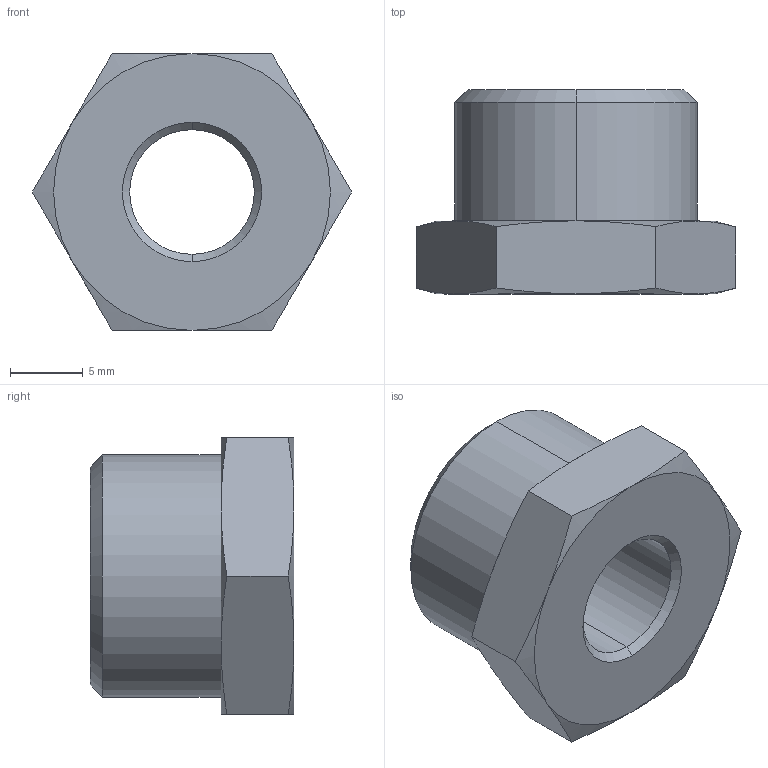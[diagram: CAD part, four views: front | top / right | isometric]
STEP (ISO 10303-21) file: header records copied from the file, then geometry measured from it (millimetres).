
FILE_DESCRIPTION(('STEP AP214'),'1');
FILE_NAME('COVAL_IM38F18.stp','2017-12-28T08:28:09',('TraceParts'),('TraceParts S.A.'),'Spatial InterOp 3D',' ',' ');
FILE_SCHEMA(('automotive_design'));
Length unit declared in the file: millimetre
Products named in the file (1): COVAL_IM38F18
Bounding box: 21.94 x 14 x 19 mm (x, y, z)
Volume: 2687.2 mm3; surface area: 1629 mm2
Topology: 1 solids, 1 shells, 31 faces, 66 edges, 38 vertices
Faces by surface type: cone 18, plane 9, cylinder 4
Entity records: 1162 total; most frequent: CARTESIAN_POINT 256, DIRECTION 132, ORIENTED_EDGE 132, EDGE_CURVE 66, AXIS2_PLACEMENT_3D 58, VERTEX_POINT 38, EDGE_LOOP 34, STYLED_ITEM 31
